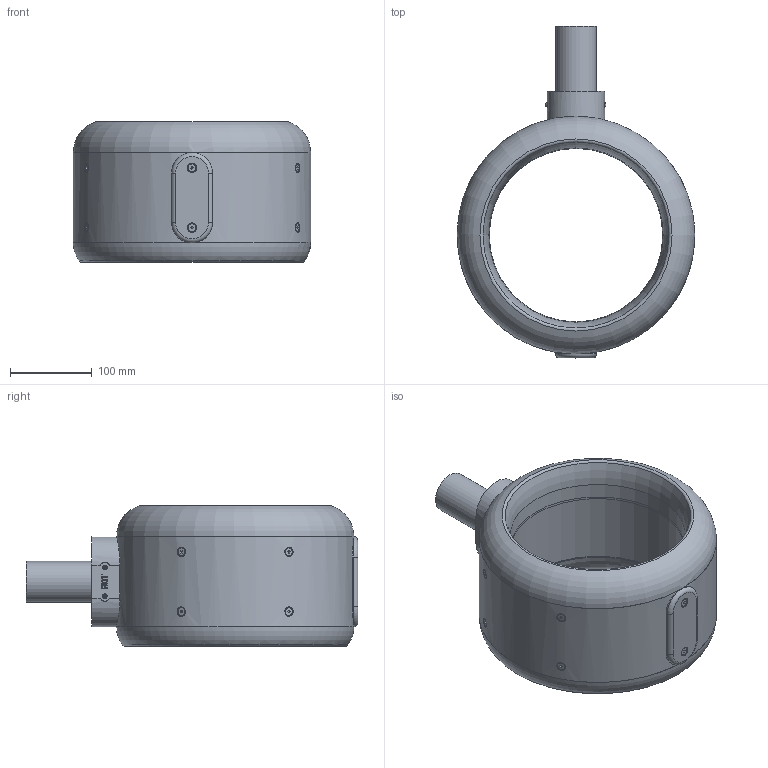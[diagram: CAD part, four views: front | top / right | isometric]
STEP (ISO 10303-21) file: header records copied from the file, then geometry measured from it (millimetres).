
FILE_DESCRIPTION (( 'STEP AP214' ), '1' );
FILE_NAME ('P-212-030-rev-I-PR.STEP', '2026-02-16T16:28:32', ( '' ), ( '' ), 'SwSTEP 2.0', 'SolidWorks 2024', '' );
FILE_SCHEMA (( 'AUTOMOTIVE_DESIGN' ));
Length unit declared in the file: millimetre
Products named in the file (1): P-212-030-rev-I-PR
Bounding box: 290.1 x 405.45 x 171.39 mm (x, y, z)
Volume: 5101709.5 mm3; surface area: 324624.5 mm2
Topology: 1 solids, 5 shells, 382 faces, 938 edges, 599 vertices
Faces by surface type: plane 271, cylinder 44, cone 25, bspline 24, torus 14, sphere 4
Full cylindrical faces by diameter (mm): 3 x4, 3.5 x4, 5.7 x4, 8.5 x6, 9.64 x10, 50 x1, 211.914 x1
Entity records: 16651 total; most frequent: CARTESIAN_POINT 4352, ORIENTED_EDGE 1678, DIRECTION 1572, EDGE_CURVE 839, VERTEX_POINT 567, AXIS2_PLACEMENT_3D 544, EDGE_LOOP 492, LINE 484
